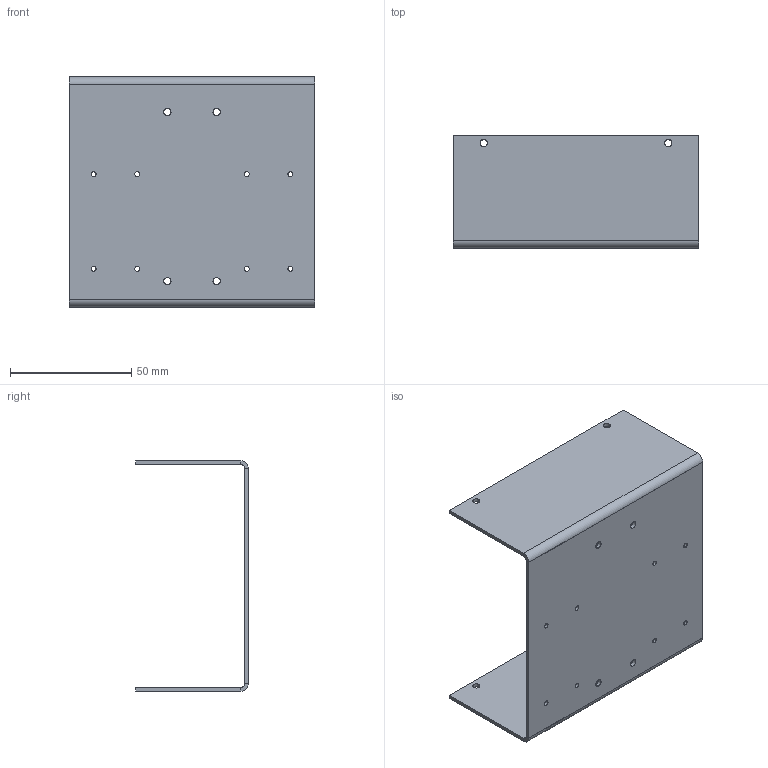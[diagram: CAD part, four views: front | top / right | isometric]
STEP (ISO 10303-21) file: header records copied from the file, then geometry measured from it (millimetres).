
FILE_DESCRIPTION (( 'STEP AP214' ), '1' );
FILE_NAME ('Chest_Middle.STEP', '2013-02-21T18:27:36', ( 'Patate-au-four' ), ( '' ), 'SwSTEP 2.0', 'SolidWorks 2013', '' );
FILE_SCHEMA (( 'AUTOMOTIVE_DESIGN' ));
Length unit declared in the file: millimetre
Products named in the file (1): Chest_Middle
Bounding box: 101.6 x 46.59 x 95.12 mm (x, y, z)
Volume: 42481.3 mm3; surface area: 56805.3 mm2
Topology: 2 solids, 2 shells, 84 faces, 224 edges, 144 vertices
Faces by surface type: cylinder 60, plane 24
Entity records: 2815 total; most frequent: DIRECTION 514, CARTESIAN_POINT 453, ORIENTED_EDGE 448, EDGE_CURVE 224, AXIS2_PLACEMENT_3D 205, VERTEX_POINT 144, EDGE_LOOP 140, CIRCLE 120
